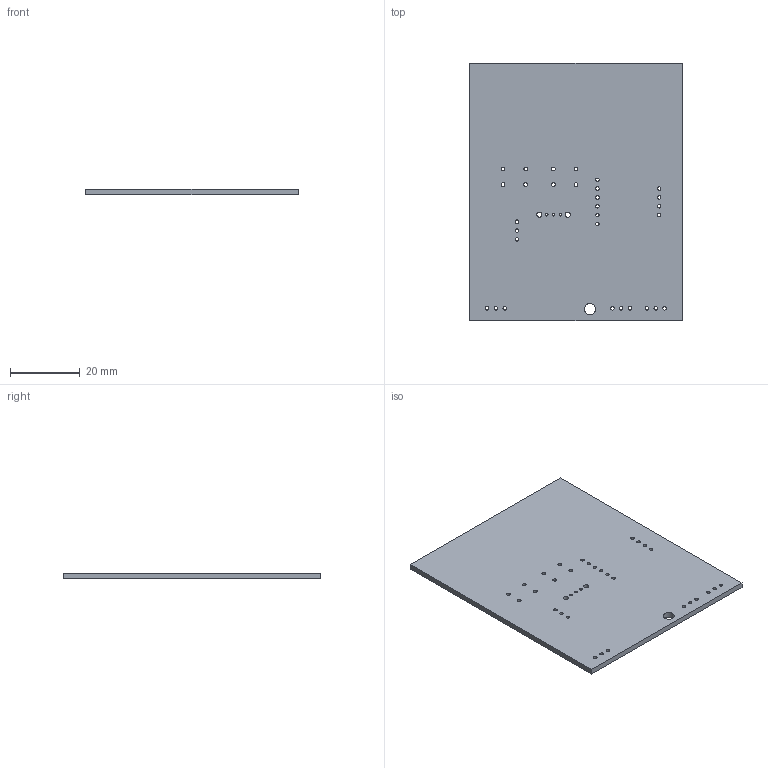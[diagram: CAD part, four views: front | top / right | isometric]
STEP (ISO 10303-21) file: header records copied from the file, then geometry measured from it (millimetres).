
FILE_DESCRIPTION(('KiCad electronic assembly'),'2;1');
FILE_NAME('gimbal.step','2022-09-21T22:21:45',('Pcbnew'),('Kicad'), 'Open CASCADE STEP processor 7.5','KiCad to STEP converter','Unknown' );
FILE_SCHEMA(('AUTOMOTIVE_DESIGN { 1 0 10303 214 1 1 1 1 }'));
Length unit declared in the file: millimetre
Products named in the file (2): gimbal 1; gimbal PCB
Assembly tree (1 placements, depth 2):
  gimbal 1
    gimbal PCB
Bounding box: 61 x 74 x 1.6 mm (x, y, z)
Volume: 7161.7 mm3; surface area: 9582.1 mm2
Topology: 1 solids, 1 shells, 42 faces, 120 edges, 80 vertices
Faces by surface type: cylinder 36, plane 6
Full cylindrical faces by diameter (mm): 0.8 x3, 1 x22, 1.1 x8, 1.5 x2, 3.2 x1
Entity records: 3167 total; most frequent: DIRECTION 520, CARTESIAN_POINT 484, ORIENTED_EDGE 240, PCURVE 240, DEFINITIONAL_REPRESENTATION 240, LINE 216, VECTOR 216, CIRCLE 144
